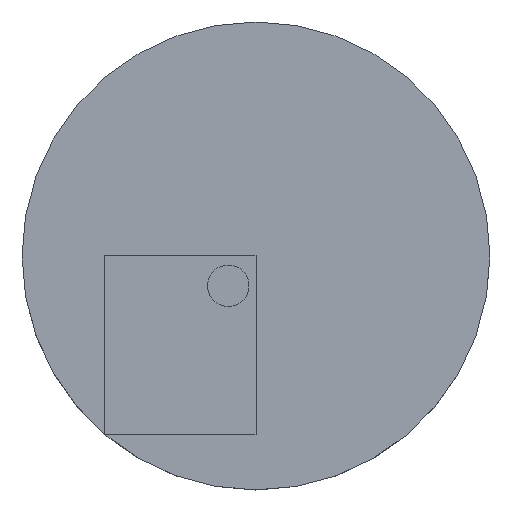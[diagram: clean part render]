
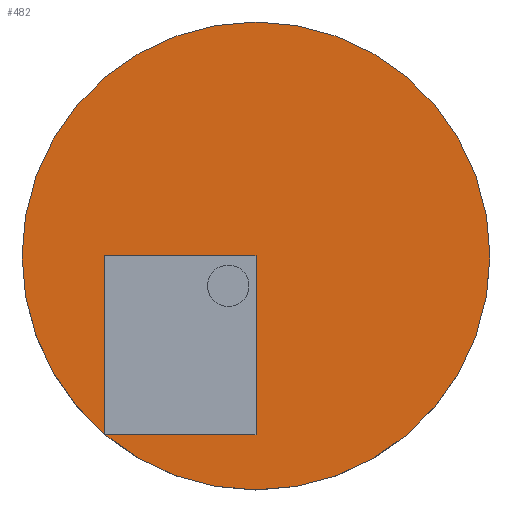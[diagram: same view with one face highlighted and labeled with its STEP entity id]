
A CAD part, top view. The second image highlights one B-rep face of the part: STEP entity #482.
In plain terms, the highlighted planar face has unit normal (0, 0, 1).
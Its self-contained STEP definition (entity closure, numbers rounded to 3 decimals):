
#10 = CARTESIAN_POINT ( 'NONE',  ( 51.372, 0., 10. ) ) ;
#17 = DIRECTION ( 'NONE',  ( 0., 0., 1. ) ) ;
#22 = VERTEX_POINT ( 'NONE', #415 ) ;
#37 = DIRECTION ( 'NONE',  ( 0., 1., 0. ) ) ;
#62 = DIRECTION ( 'NONE',  ( 1., 0., 0. ) ) ;
#68 = EDGE_CURVE ( 'NONE', #387, #22, #454, .T. ) ;
#71 = LINE ( 'NONE', #243, #203 ) ;
#76 = CARTESIAN_POINT ( 'NONE',  ( -33.169, -39.228, 10. ) ) ;
#99 = DIRECTION ( 'NONE',  ( 1., 0., 0. ) ) ;
#102 = CARTESIAN_POINT ( 'NONE',  ( -51.372, 0., 10. ) ) ;
#106 = ORIENTED_EDGE ( 'NONE', *, *, #443, .F. ) ;
#113 = CIRCLE ( 'NONE', #420, 51.372 ) ;
#122 = PLANE ( 'NONE',  #412 ) ;
#131 = EDGE_CURVE ( 'NONE', #310, #195, #515, .T. ) ;
#132 = ORIENTED_EDGE ( 'NONE', *, *, #234, .T. ) ;
#144 = DIRECTION ( 'NONE',  ( 0., 0., 1. ) ) ;
#149 = CIRCLE ( 'NONE', #447, 51.372 ) ;
#153 = LINE ( 'NONE', #491, #481 ) ;
#173 = DIRECTION ( 'NONE',  ( 0., 0., 1. ) ) ;
#184 = DIRECTION ( 'NONE',  ( 1., 0., 0. ) ) ;
#188 = ORIENTED_EDGE ( 'NONE', *, *, #465, .F. ) ;
#195 = VERTEX_POINT ( 'NONE', #102 ) ;
#196 = LINE ( 'NONE', #360, #422 ) ;
#203 = VECTOR ( 'NONE', #498, 1000. ) ;
#227 = CARTESIAN_POINT ( 'NONE',  ( 0., 0., 10. ) ) ;
#234 = EDGE_CURVE ( 'NONE', #195, #364, #149, .T. ) ;
#243 = CARTESIAN_POINT ( 'NONE',  ( 0., 0., 10. ) ) ;
#252 = DIRECTION ( 'NONE',  ( 1., 0., 0. ) ) ;
#272 = CARTESIAN_POINT ( 'NONE',  ( 0., 0., 10. ) ) ;
#274 = ORIENTED_EDGE ( 'NONE', *, *, #298, .T. ) ;
#288 = DIRECTION ( 'NONE',  ( 1., 0., 0. ) ) ;
#296 = FACE_OUTER_BOUND ( 'NONE', #472, .T. ) ;
#298 = EDGE_CURVE ( 'NONE', #364, #310, #113, .T. ) ;
#310 = VERTEX_POINT ( 'NONE', #10 ) ;
#345 = VERTEX_POINT ( 'NONE', #444 ) ;
#360 = CARTESIAN_POINT ( 'NONE',  ( -33.169, 0., 10. ) ) ;
#364 = VERTEX_POINT ( 'NONE', #76 ) ;
#375 = CARTESIAN_POINT ( 'NONE',  ( 0., 0., 10. ) ) ;
#377 = AXIS2_PLACEMENT_3D ( 'NONE', #390, #512, #62 ) ;
#383 = ORIENTED_EDGE ( 'NONE', *, *, #68, .F. ) ;
#386 = EDGE_CURVE ( 'NONE', #364, #387, #153, .T. ) ;
#387 = VERTEX_POINT ( 'NONE', #536 ) ;
#390 = CARTESIAN_POINT ( 'NONE',  ( 0., 0., 10. ) ) ;
#403 = ORIENTED_EDGE ( 'NONE', *, *, #386, .F. ) ;
#412 = AXIS2_PLACEMENT_3D ( 'NONE', #375, #173, #252 ) ;
#415 = CARTESIAN_POINT ( 'NONE',  ( 0., 0., 10. ) ) ;
#420 = AXIS2_PLACEMENT_3D ( 'NONE', #227, #144, #184 ) ;
#422 = VECTOR ( 'NONE', #528, 1000. ) ;
#443 = EDGE_CURVE ( 'NONE', #345, #364, #196, .T. ) ;
#444 = CARTESIAN_POINT ( 'NONE',  ( -33.169, 0., 10. ) ) ;
#447 = AXIS2_PLACEMENT_3D ( 'NONE', #272, #17, #99 ) ;
#454 = LINE ( 'NONE', #456, #496 ) ;
#456 = CARTESIAN_POINT ( 'NONE',  ( 0., 0., 10. ) ) ;
#460 = ORIENTED_EDGE ( 'NONE', *, *, #131, .T. ) ;
#465 = EDGE_CURVE ( 'NONE', #22, #345, #71, .T. ) ;
#472 = EDGE_LOOP ( 'NONE', ( #383, #403, #274, #460, #132, #106, #188 ) ) ;
#481 = VECTOR ( 'NONE', #288, 1000. ) ;
#482 = ADVANCED_FACE ( 'NONE', ( #296 ), #122, .T. ) ;
#491 = CARTESIAN_POINT ( 'NONE',  ( 0., -39.228, 10. ) ) ;
#496 = VECTOR ( 'NONE', #37, 1000. ) ;
#498 = DIRECTION ( 'NONE',  ( -1., 0., 0. ) ) ;
#512 = DIRECTION ( 'NONE',  ( 0., 0., 1. ) ) ;
#515 = CIRCLE ( 'NONE', #377, 51.372 ) ;
#528 = DIRECTION ( 'NONE',  ( 0., -1., 0. ) ) ;
#536 = CARTESIAN_POINT ( 'NONE',  ( 0., -39.228, 10. ) ) ;
